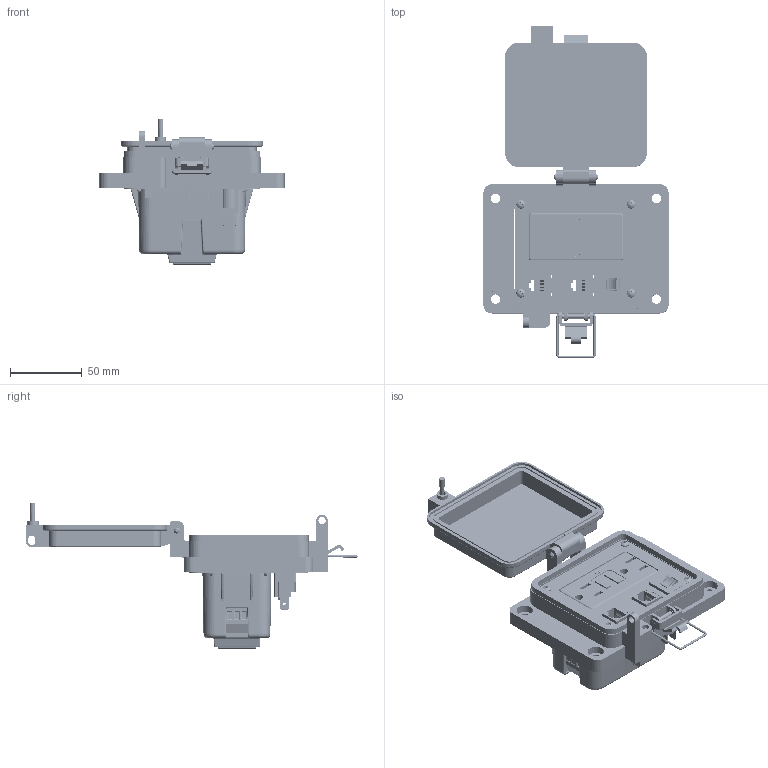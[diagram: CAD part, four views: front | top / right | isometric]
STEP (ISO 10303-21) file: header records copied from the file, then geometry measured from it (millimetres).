
FILE_DESCRIPTION (( 'STEP AP203' ), '1' );
FILE_NAME ('P-R2#2-K3RF3_3D.STEP', '2021-11-17T18:18:49', ( '' ), ( '' ), 'SwSTEP 2.0', 'SolidWorks 2019', '' );
FILE_SCHEMA (( 'CONFIG_CONTROL_DESIGN' ));
Length unit declared in the file: millimetre
Products named in the file (15): CBX; Z-120-RIOF-SHELL; Z-H-K3_B; Z-300-RJ45CAT5; RF; P-R2#2-K3RF3 Baseplate 60; Z-CB-SM; P-R2#2-K3RF3_3D; P-R2#2-K3RF3 Baseplate 180; 90272A106_ZINC-PLTD STL PAN HEAD PHILLIPS MACHINE SCREW_90272A106; Z-200-OTLT-RIOF-15A; Z-200-OTLT-GFIH-15A_sheared; P-R2#2-K3RF3 Faceplate; R2; 92005A124_METRIC PAN HEAD PHILLIPS MACHINE SCREW_92005A124
Assembly tree (18 placements, depth 4):
  P-R2#2-K3RF3_3D
    P-R2#2-K3RF3 Baseplate 180
    P-R2#2-K3RF3 Baseplate 60
    P-R2#2-K3RF3 Faceplate
    Z-H-K3_B
    CBX
      Z-CB-SM
    R2
      Z-300-RJ45CAT5
    Z-300-RJ45CAT5
    RF
      Z-200-OTLT-RIOF-15A
        Z-120-RIOF-SHELL
        Z-200-OTLT-GFIH-15A_sheared
    92005A124_METRIC PAN HEAD PHILLIPS MACHINE SCREW_92005A124  x4
    90272A106_ZINC-PLTD STL PAN HEAD PHILLIPS MACHINE SCREW_90272A106
Bounding box: 129 x 231.18 x 101.47 mm (x, y, z)
Volume: 306653.6 mm3; surface area: 191962 mm2
Topology: 38 solids, 44 shells, 6107 faces, 16046 edges, 10209 vertices
Faces by surface type: plane 2575, cylinder 1939, bspline 1317, cone 123, torus 93, sphere 60
Entity records: 222326 total; most frequent: CARTESIAN_POINT 103426, ORIENTED_EDGE 27296, DIRECTION 19823, EDGE_CURVE 13648, VERTEX_POINT 8626, LINE 7963, VECTOR 7963, AXIS2_PLACEMENT_3D 5930
